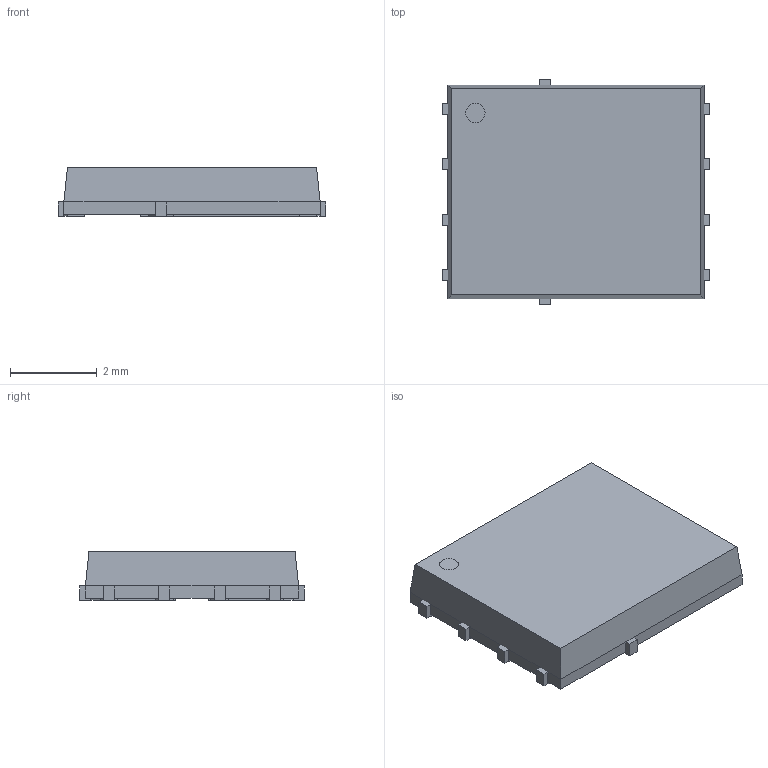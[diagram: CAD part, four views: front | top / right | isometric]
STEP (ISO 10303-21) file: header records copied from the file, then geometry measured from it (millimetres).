
FILE_DESCRIPTION(('FreeCAD Model'),'2;1');
FILE_NAME('Open CASCADE Shape Model','2024-12-05T16:57:55',('Author'),( ''),'Open CASCADE STEP processor 7.8','FreeCAD','Unknown');
FILE_SCHEMA(('AUTOMOTIVE_DESIGN { 1 0 10303 214 1 1 1 1 }'));
Length unit declared in the file: millimetre
Products named in the file (8): SI7288DP-T1-GE010; SI7288DP-T1-GE009; SI7288DP-T1-GE008; SI7288DP-T1-GE006; SI7288DP-T1-GE007; SI7288DP-T1-GE005; SI7288DP-T1-GE004; SI7288DP-T1-GE3
Bounding box: 6.15 x 5.16 x 1.12 mm (x, y, z)
Volume: 30.9 mm3; surface area: 125.9 mm2
Topology: 8 solids, 8 shells, 199 faces, 522 edges, 340 vertices
Faces by surface type: plane 195, cylinder 4
Entity records: 6121 total; most frequent: CARTESIAN_POINT 1062, ORIENTED_EDGE 1044, DIRECTION 930, EDGE_CURVE 522, LINE 514, VECTOR 514, VERTEX_POINT 340, AXIS2_PLACEMENT_3D 208
